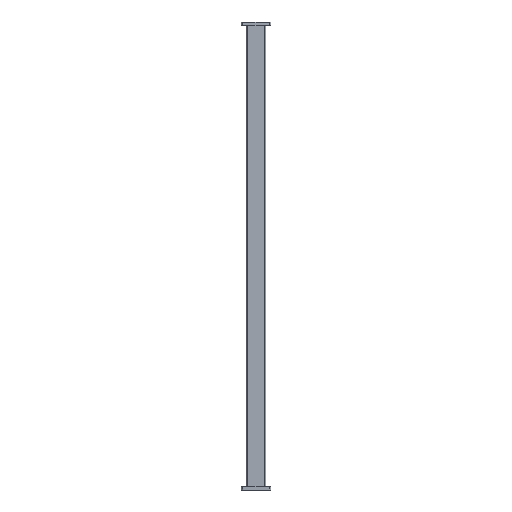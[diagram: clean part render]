
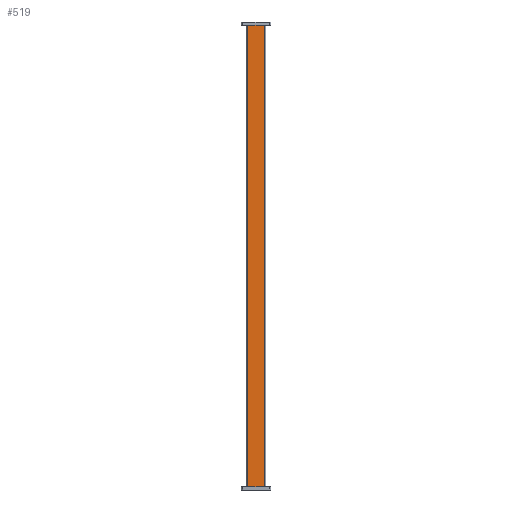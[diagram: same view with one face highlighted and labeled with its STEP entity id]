
A CAD part, front view. The second image highlights one B-rep face of the part: STEP entity #519.
In plain terms, the highlighted planar face has unit normal (0, -1, 0).
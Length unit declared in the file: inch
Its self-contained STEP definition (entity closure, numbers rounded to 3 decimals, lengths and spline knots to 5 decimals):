
#14 = DIRECTION ( 'NONE',  ( 0., 0., 1. ) ) ;
#88 = EDGE_CURVE ( 'NONE', #608, #1259, #3449, .T. ) ;
#95 = LINE ( 'NONE', #1249, #2158 ) ;
#198 = CARTESIAN_POINT ( 'NONE',  ( 0.75, -0.375, -0.23622 ) ) ;
#392 = ORIENTED_EDGE ( 'NONE', *, *, #2012, .T. ) ;
#420 = VERTEX_POINT ( 'NONE', #1051 ) ;
#519 = ADVANCED_FACE ( 'NONE', ( #859 ), #1362, .F. ) ;
#542 = DIRECTION ( 'NONE',  ( 1., 0., 0. ) ) ;
#603 = DIRECTION ( 'NONE',  ( 0., 0., -1. ) ) ;
#608 = VERTEX_POINT ( 'NONE', #1123 ) ;
#621 = VECTOR ( 'NONE', #542, 39.37008 ) ;
#676 = VECTOR ( 'NONE', #1261, 39.37008 ) ;
#859 = FACE_OUTER_BOUND ( 'NONE', #1757, .T. ) ;
#979 = LINE ( 'NONE', #198, #676 ) ;
#1051 = CARTESIAN_POINT ( 'NONE',  ( 0.65, -0.375, -0.23622 ) ) ;
#1123 = CARTESIAN_POINT ( 'NONE',  ( -0.65, -0.375, -35.76378 ) ) ;
#1141 = VERTEX_POINT ( 'NONE', #3407 ) ;
#1249 = CARTESIAN_POINT ( 'NONE',  ( 0.65, -0.375, -37.44083 ) ) ;
#1259 = VERTEX_POINT ( 'NONE', #2168 ) ;
#1261 = DIRECTION ( 'NONE',  ( -1., 0., 0. ) ) ;
#1362 = PLANE ( 'NONE',  #1762 ) ;
#1403 = EDGE_CURVE ( 'NONE', #420, #1141, #979, .T. ) ;
#1757 = EDGE_LOOP ( 'NONE', ( #2679, #392, #3251, #2800 ) ) ;
#1762 = AXIS2_PLACEMENT_3D ( 'NONE', #3496, #3247, #14 ) ;
#1925 = LINE ( 'NONE', #2487, #3006 ) ;
#2012 = EDGE_CURVE ( 'NONE', #1141, #608, #1925, .T. ) ;
#2158 = VECTOR ( 'NONE', #2275, 39.37008 ) ;
#2168 = CARTESIAN_POINT ( 'NONE',  ( 0.65, -0.375, -35.76378 ) ) ;
#2275 = DIRECTION ( 'NONE',  ( 0., 0., 1. ) ) ;
#2487 = CARTESIAN_POINT ( 'NONE',  ( -0.65, -0.375, -37.44083 ) ) ;
#2679 = ORIENTED_EDGE ( 'NONE', *, *, #1403, .T. ) ;
#2800 = ORIENTED_EDGE ( 'NONE', *, *, #3171, .T. ) ;
#3006 = VECTOR ( 'NONE', #603, 39.37008 ) ;
#3171 = EDGE_CURVE ( 'NONE', #1259, #420, #95, .T. ) ;
#3247 = DIRECTION ( 'NONE',  ( 0., 1., 0. ) ) ;
#3251 = ORIENTED_EDGE ( 'NONE', *, *, #88, .T. ) ;
#3407 = CARTESIAN_POINT ( 'NONE',  ( -0.65, -0.375, -0.23622 ) ) ;
#3449 = LINE ( 'NONE', #3499, #621 ) ;
#3496 = CARTESIAN_POINT ( 'NONE',  ( 0.75, -0.375, -37.44083 ) ) ;
#3499 = CARTESIAN_POINT ( 'NONE',  ( 0.75, -0.375, -35.76378 ) ) ;
